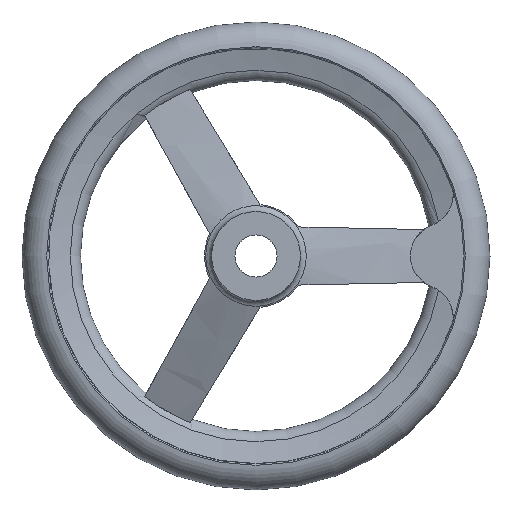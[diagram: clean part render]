
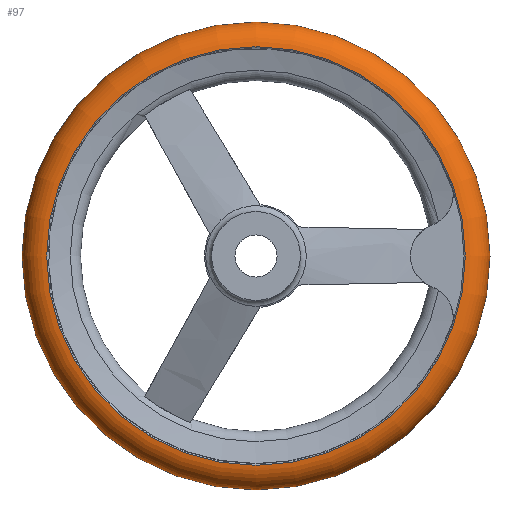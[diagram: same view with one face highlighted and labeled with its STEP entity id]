
A CAD part, front view. The second image highlights one B-rep face of the part: STEP entity #97.
In plain terms, the highlighted toroidal (fillet/blend) face has major radius 89 mm and minor radius 11 mm.
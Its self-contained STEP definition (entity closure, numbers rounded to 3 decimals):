
#97 = ADVANCED_FACE( '', ( #218, #219, #220 ), #221, .T. );
#218 = FACE_BOUND( '', #362, .T. );
#219 = FACE_OUTER_BOUND( '', #363, .T. );
#220 = FACE_OUTER_BOUND( '', #364, .T. );
#221 = TOROIDAL_SURFACE( '', #365, 89., 11. );
#362 = VERTEX_LOOP( '', #578 );
#363 = EDGE_LOOP( '', ( #579 ) );
#364 = EDGE_LOOP( '', ( #580 ) );
#365 = AXIS2_PLACEMENT_3D( '', #581, #582, #583 );
#578 = VERTEX_POINT( '', #857 );
#579 = ORIENTED_EDGE( '', *, *, #829, .T. );
#580 = ORIENTED_EDGE( '', *, *, #858, .F. );
#581 = CARTESIAN_POINT( '', ( 0., 34., 0. ) );
#582 = DIRECTION( '', ( 0., -1., 0. ) );
#583 = DIRECTION( '', ( 0., 0., -1. ) );
#829 = EDGE_CURVE( '', #994, #994, #995, .T. );
#857 = CARTESIAN_POINT( '', ( 0., 34., -100. ) );
#858 = EDGE_CURVE( '', #1041, #1041, #1042, .T. );
#994 = VERTEX_POINT( '', #1332 );
#995 = CIRCLE( '', #1333, 89.458 );
#1041 = VERTEX_POINT( '', #1497 );
#1042 = CIRCLE( '', #1498, 89.458 );
#1332 = CARTESIAN_POINT( '', ( 0., 44.99, -89.458 ) );
#1333 = AXIS2_PLACEMENT_3D( '', #1816, #1817, #1818 );
#1497 = CARTESIAN_POINT( '', ( 0., 23.01, -89.458 ) );
#1498 = AXIS2_PLACEMENT_3D( '', #1849, #1850, #1851 );
#1816 = CARTESIAN_POINT( '', ( 0., 44.99, 0. ) );
#1817 = DIRECTION( '', ( 0., -1., 0. ) );
#1818 = DIRECTION( '', ( 0., 0., -1. ) );
#1849 = CARTESIAN_POINT( '', ( 0., 23.01, 0. ) );
#1850 = DIRECTION( '', ( 0., -1., 0. ) );
#1851 = DIRECTION( '', ( 0., 0., -1. ) );
